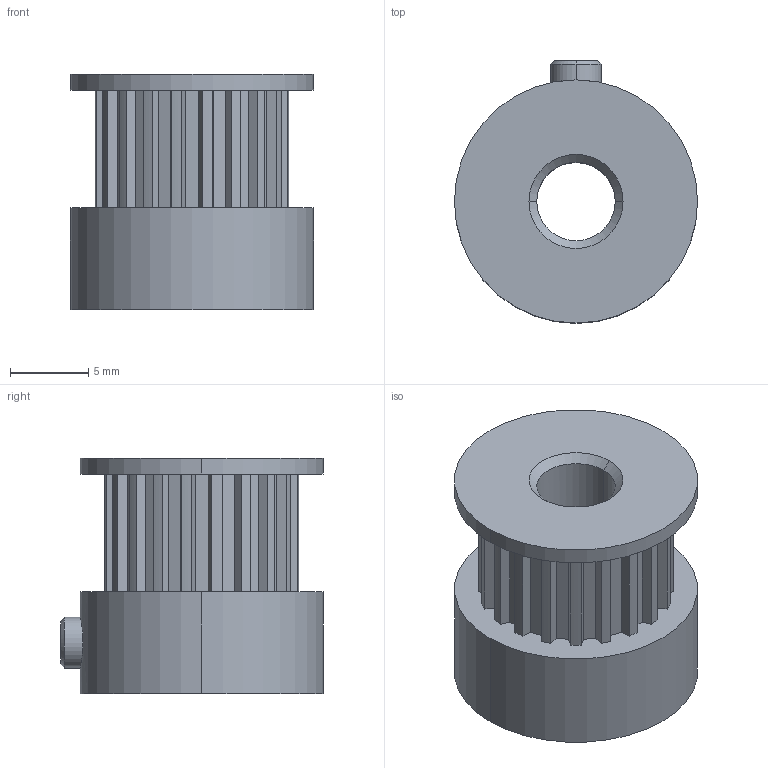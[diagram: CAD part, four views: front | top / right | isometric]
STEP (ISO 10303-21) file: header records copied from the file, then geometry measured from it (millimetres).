
FILE_DESCRIPTION (( 'STEP AP214' ), '1' );
FILE_NAME ('1165-B2P-A.STEP', '2015-10-06T09:06:22', ( '' ), ( '' ), 'SwSTEP 2.0', 'SolidWorks 2015', '' );
FILE_SCHEMA (( 'AUTOMOTIVE_DESIGN' ));
Length unit declared in the file: millimetre
Products named in the file (1): 1165-B2P-A
Bounding box: 15.5 x 16.75 x 15 mm (x, y, z)
Volume: 1902.9 mm3; surface area: 1612.9 mm2
Topology: 2 solids, 2 shells, 111 faces, 304 edges, 200 vertices
Faces by surface type: plane 73, cylinder 30, cone 8
Entity records: 3663 total; most frequent: CARTESIAN_POINT 716, ORIENTED_EDGE 608, DIRECTION 588, EDGE_CURVE 304, VECTOR 236, LINE 236, VERTEX_POINT 200, AXIS2_PLACEMENT_3D 176
